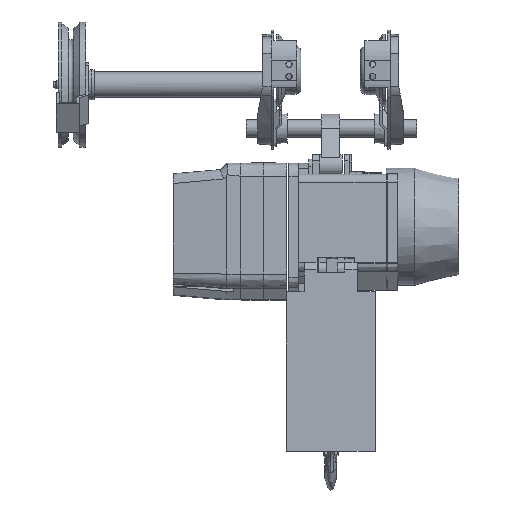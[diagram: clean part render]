
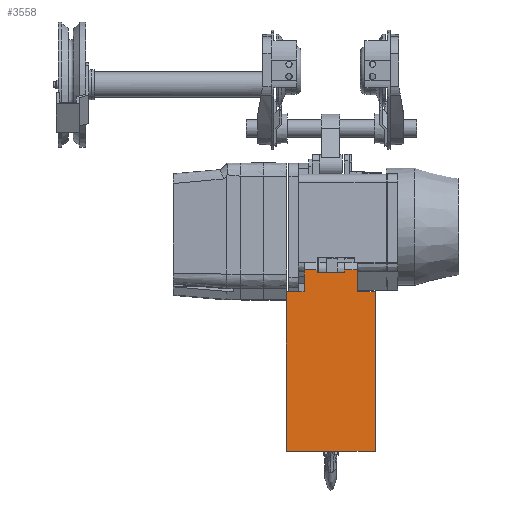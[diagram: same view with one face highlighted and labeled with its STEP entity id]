
A CAD part, left-side view. The second image highlights one B-rep face of the part: STEP entity #3558.
In plain terms, the highlighted face is planar.
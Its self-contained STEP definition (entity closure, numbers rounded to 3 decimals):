
#3558=ADVANCED_FACE('',(#7083),#7084,.T.);
#7083=FACE_OUTER_BOUND('',#18545,.T.);
#7084=PLANE('',#18546);
#18545=EDGE_LOOP('',(#27429,#27430,#27431,#27432,#27433,#27434,#27435,#27436,#27437,#27438,#27439,#27440));
#18546=AXIS2_PLACEMENT_3D('',#27441,#27442,#27443);
#27429=ORIENTED_EDGE('',*,*,#31911,.F.);
#27430=ORIENTED_EDGE('',*,*,#31843,.F.);
#27431=ORIENTED_EDGE('',*,*,#32209,.T.);
#27432=ORIENTED_EDGE('',*,*,#32426,.T.);
#27433=ORIENTED_EDGE('',*,*,#32541,.F.);
#27434=ORIENTED_EDGE('',*,*,#32381,.F.);
#27435=ORIENTED_EDGE('',*,*,#31336,.F.);
#27436=ORIENTED_EDGE('',*,*,#29352,.T.);
#27437=ORIENTED_EDGE('',*,*,#32344,.T.);
#27438=ORIENTED_EDGE('',*,*,#29877,.F.);
#27439=ORIENTED_EDGE('',*,*,#29149,.F.);
#27440=ORIENTED_EDGE('',*,*,#32504,.T.);
#27441=CARTESIAN_POINT('',(78.891,-311.4,-65.));
#27442=DIRECTION('',(0.999,0.052,0.));
#27443=DIRECTION('',(-0.052,0.999,0.));
#29149=EDGE_CURVE('',#33020,#33021,#33022,.T.);
#29352=EDGE_CURVE('',#33382,#33380,#33383,.T.);
#29877=EDGE_CURVE('',#33021,#34298,#34299,.T.);
#31336=EDGE_CURVE('',#33382,#36627,#36628,.T.);
#31843=EDGE_CURVE('',#37331,#37333,#37334,.T.);
#31911=EDGE_CURVE('',#37333,#37429,#37430,.T.);
#32209=EDGE_CURVE('',#37331,#37820,#37821,.T.);
#32344=EDGE_CURVE('',#33380,#34298,#37996,.T.);
#32381=EDGE_CURVE('',#36627,#38039,#38040,.T.);
#32426=EDGE_CURVE('',#37820,#38096,#38098,.T.);
#32504=EDGE_CURVE('',#33020,#37429,#38188,.T.);
#32541=EDGE_CURVE('',#38039,#38096,#38237,.T.);
#33020=VERTEX_POINT('',#38760);
#33021=VERTEX_POINT('',#38761);
#33022=LINE('',#38762,#38763);
#33380=VERTEX_POINT('',#39389);
#33382=VERTEX_POINT('',#39392);
#33383=LINE('',#39393,#39394);
#34298=VERTEX_POINT('',#40970);
#34299=LINE('',#40971,#40972);
#36627=VERTEX_POINT('',#45298);
#36628=LINE('',#45299,#45300);
#37331=VERTEX_POINT('',#46817);
#37333=VERTEX_POINT('',#46820);
#37334=LINE('',#46821,#46822);
#37429=VERTEX_POINT('',#46963);
#37430=LINE('',#46964,#46965);
#37820=VERTEX_POINT('',#47661);
#37821=LINE('',#47662,#47663);
#37996=LINE('',#47995,#47996);
#38039=VERTEX_POINT('',#48055);
#38040=LINE('',#48056,#48057);
#38096=VERTEX_POINT('',#48164);
#38098=LINE('',#48167,#48168);
#38188=LINE('',#48334,#48335);
#38237=LINE('',#48468,#48469);
#38760=CARTESIAN_POINT('',(78.891,-311.4,-65.));
#38761=CARTESIAN_POINT('',(78.891,-311.4,65.));
#38762=CARTESIAN_POINT('',(78.891,-311.4,-65.));
#38763=VECTOR('',#49314,1.);
#39389=CARTESIAN_POINT('',(66.654,-77.9,39.));
#39392=CARTESIAN_POINT('',(64.975,-45.875,39.));
#39393=CARTESIAN_POINT('',(64.975,-45.875,39.));
#39394=VECTOR('',#49537,1.);
#40970=CARTESIAN_POINT('',(66.654,-77.9,65.));
#40971=CARTESIAN_POINT('',(78.891,-311.4,65.));
#40972=VECTOR('',#50166,1.);
#45298=CARTESIAN_POINT('',(64.975,-45.875,20.));
#45299=CARTESIAN_POINT('',(64.975,-45.875,39.));
#45300=VECTOR('',#51898,1.);
#46817=CARTESIAN_POINT('',(64.975,-45.875,-39.));
#46820=CARTESIAN_POINT('',(66.654,-77.9,-39.));
#46821=CARTESIAN_POINT('',(64.975,-45.875,-39.));
#46822=VECTOR('',#52376,1.);
#46963=CARTESIAN_POINT('',(66.654,-77.9,-65.));
#46964=CARTESIAN_POINT('',(66.654,-77.9,-39.));
#46965=VECTOR('',#52440,1.);
#47661=CARTESIAN_POINT('',(64.975,-45.875,-20.));
#47662=CARTESIAN_POINT('',(64.975,-45.875,-39.));
#47663=VECTOR('',#52715,1.);
#47995=CARTESIAN_POINT('',(66.654,-77.9,39.));
#47996=VECTOR('',#52823,1.);
#48055=CARTESIAN_POINT('',(65.186,-49.9,20.));
#48056=CARTESIAN_POINT('',(64.975,-45.875,20.));
#48057=VECTOR('',#52855,1.);
#48164=CARTESIAN_POINT('',(65.186,-49.9,-20.));
#48167=CARTESIAN_POINT('',(64.975,-45.875,-20.));
#48168=VECTOR('',#52896,1.);
#48334=CARTESIAN_POINT('',(78.891,-311.4,-65.));
#48335=VECTOR('',#52952,1.);
#48468=CARTESIAN_POINT('',(65.186,-49.9,20.));
#48469=VECTOR('',#52972,1.);
#49314=DIRECTION('',(0.,0.,1.));
#49537=DIRECTION('',(0.052,-0.999,0.));
#50166=DIRECTION('',(-0.052,0.999,0.));
#51898=DIRECTION('',(0.,0.,-1.));
#52376=DIRECTION('',(0.052,-0.999,0.));
#52440=DIRECTION('',(0.,0.,-1.));
#52715=DIRECTION('',(0.,0.,1.));
#52823=DIRECTION('',(0.,0.,1.));
#52855=DIRECTION('',(0.052,-0.999,0.));
#52896=DIRECTION('',(0.052,-0.999,0.));
#52952=DIRECTION('',(-0.052,0.999,0.));
#52972=DIRECTION('',(0.,0.,-1.));
